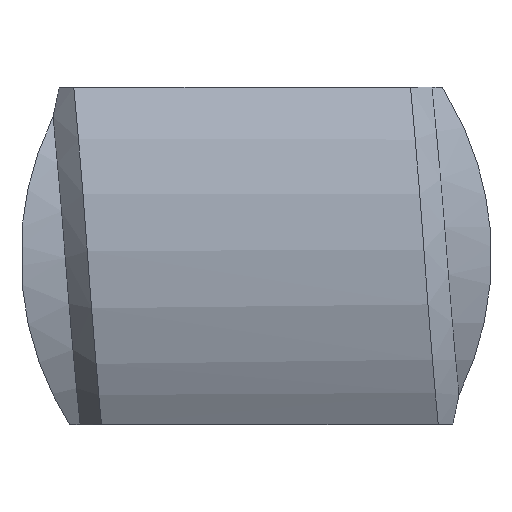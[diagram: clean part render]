
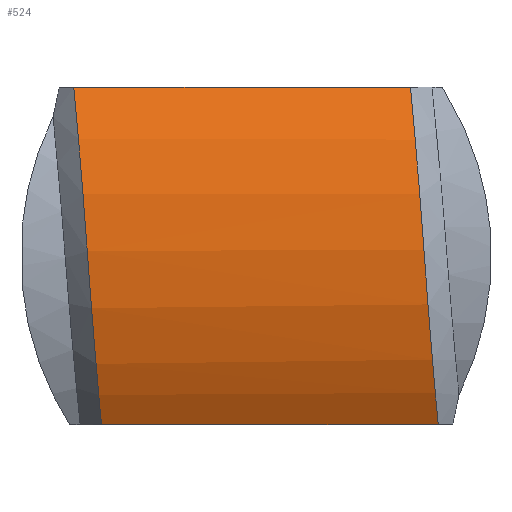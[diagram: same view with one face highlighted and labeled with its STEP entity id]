
A CAD part, top view. The second image highlights one B-rep face of the part: STEP entity #524.
In plain terms, the highlighted cylindrical face has radius 7.5 mm (diameter 15 mm), a partial arc.
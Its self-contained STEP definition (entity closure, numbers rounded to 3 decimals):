
#524 = ADVANCED_FACE( '', ( #618 ), #619, .T. );
#618 = FACE_OUTER_BOUND( '', #669, .T. );
#619 = CYLINDRICAL_SURFACE( '', #670, 7.5 );
#634 = EDGE_CURVE( '', #691, #692, #693, .T. );
#651 = EDGE_CURVE( '', #720, #717, #721, .T. );
#669 = EDGE_LOOP( '', ( #744, #745, #746, #747 ) );
#670 = AXIS2_PLACEMENT_3D( '', #748, #749, #750 );
#691 = VERTEX_POINT( '', #795 );
#692 = VERTEX_POINT( '', #796 );
#693 = ( BOUNDED_CURVE(  )B_SPLINE_CURVE( 2, ( #799, #800, #801, #802, #803 ), .UNSPECIFIED., .F., .F. )B_SPLINE_CURVE_WITH_KNOTS( ( 3, 2, 3 ), ( 0.002, 0.5, 0.998 ), .UNSPECIFIED. )CURVE(  )GEOMETRIC_REPRESENTATION_ITEM(  )RATIONAL_B_SPLINE_CURVE( ( 0.933, 0.933, 1., 0.933, 0.933 ) )REPRESENTATION_ITEM( '' ) );
#717 = VERTEX_POINT( '', #877 );
#720 = VERTEX_POINT( '', #892 );
#721 = B_SPLINE_CURVE_WITH_KNOTS( '', 3, ( #893, #894, #895, #896, #897, #898, #899, #900, #901, #902, #903, #904, #905, #906, #907, #908, #909, #910 ), .UNSPECIFIED., .F., .F., ( 4, 1, 1, 1, 1, 1, 1, 1, 1, 1, 1, 1, 1, 1, 1, 4 ), ( 0.002, 0.038, 0.075, 0.111, 0.147, 0.183, 0.219, 0.255, 0.291, 0.421, 0.552, 0.683, 0.814, 0.875, 0.937, 0.998 ), .UNSPECIFIED. );
#744 = ORIENTED_EDGE( '', *, *, #964, .T. );
#745 = ORIENTED_EDGE( '', *, *, #651, .T. );
#746 = ORIENTED_EDGE( '', *, *, #965, .F. );
#747 = ORIENTED_EDGE( '', *, *, #634, .F. );
#748 = CARTESIAN_POINT( '', ( 13.294, 0., 0. ) );
#749 = DIRECTION( '', ( 1., 0., 0. ) );
#750 = DIRECTION( '', ( 0., 0., 1. ) );
#795 = CARTESIAN_POINT( '', ( 3.433, 3.75, 6.495 ) );
#796 = CARTESIAN_POINT( '', ( 4.05, -3.75, 6.495 ) );
#799 = CARTESIAN_POINT( '', ( 3.433, 3.75, 6.495 ) );
#800 = CARTESIAN_POINT( '', ( 3.598, 2.01, 7.5 ) );
#801 = CARTESIAN_POINT( '', ( 3.741, 0., 7.5 ) );
#802 = CARTESIAN_POINT( '', ( 3.885, -2.01, 7.5 ) );
#803 = CARTESIAN_POINT( '', ( 4.05, -3.75, 6.495 ) );
#877 = CARTESIAN_POINT( '', ( -3.433, -3.75, 6.495 ) );
#892 = CARTESIAN_POINT( '', ( -4.05, 3.75, 6.495 ) );
#893 = CARTESIAN_POINT( '', ( -4.05, 3.75, 6.495 ) );
#894 = CARTESIAN_POINT( '', ( -4.042, 3.668, 6.542 ) );
#895 = CARTESIAN_POINT( '', ( -4.026, 3.503, 6.634 ) );
#896 = CARTESIAN_POINT( '', ( -4.003, 3.249, 6.762 ) );
#897 = CARTESIAN_POINT( '', ( -3.98, 2.99, 6.88 ) );
#898 = CARTESIAN_POINT( '', ( -3.957, 2.728, 6.988 ) );
#899 = CARTESIAN_POINT( '', ( -3.934, 2.461, 7.087 ) );
#900 = CARTESIAN_POINT( '', ( -3.911, 2.191, 7.175 ) );
#901 = CARTESIAN_POINT( '', ( -3.888, 1.918, 7.252 ) );
#902 = CARTESIAN_POINT( '', ( -3.846, 1.401, 7.379 ) );
#903 = CARTESIAN_POINT( '', ( -3.786, 0.627, 7.497 ) );
#904 = CARTESIAN_POINT( '', ( -3.713, -0.407, 7.513 ) );
#905 = CARTESIAN_POINT( '', ( -3.635, -1.435, 7.386 ) );
#906 = CARTESIAN_POINT( '', ( -3.567, -2.259, 7.166 ) );
#907 = CARTESIAN_POINT( '', ( -3.513, -2.883, 6.929 ) );
#908 = CARTESIAN_POINT( '', ( -3.473, -3.326, 6.73 ) );
#909 = CARTESIAN_POINT( '', ( -3.446, -3.609, 6.573 ) );
#910 = CARTESIAN_POINT( '', ( -3.433, -3.75, 6.495 ) );
#964 = EDGE_CURVE( '', #691, #720, #1008, .T. );
#965 = EDGE_CURVE( '', #692, #717, #1009, .T. );
#1008 = LINE( '', #1010, #1011 );
#1009 = LINE( '', #1012, #1013 );
#1010 = CARTESIAN_POINT( '', ( 13.294, 3.75, 6.495 ) );
#1011 = VECTOR( '', #1014, 1000. );
#1012 = CARTESIAN_POINT( '', ( 13.294, -3.75, 6.495 ) );
#1013 = VECTOR( '', #1015, 1000. );
#1014 = DIRECTION( '', ( -1., 0., 0. ) );
#1015 = DIRECTION( '', ( -1., 0., 0. ) );
